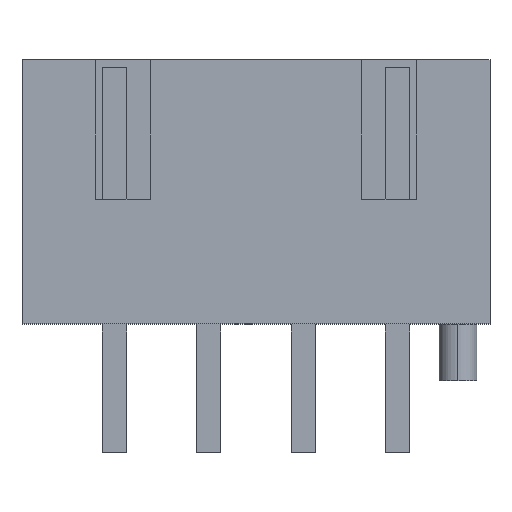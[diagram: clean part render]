
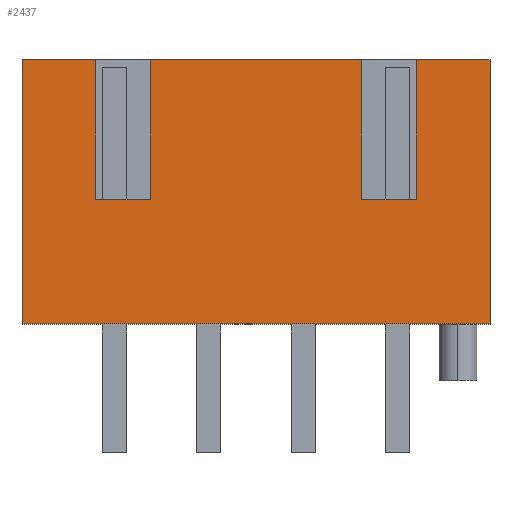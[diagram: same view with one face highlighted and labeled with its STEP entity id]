
A CAD part, top view. The second image highlights one B-rep face of the part: STEP entity #2437.
In plain terms, the highlighted planar face has unit normal (0, 0, 1).
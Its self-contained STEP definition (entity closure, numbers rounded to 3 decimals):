
#2 = CARTESIAN_POINT ( 'NONE',  ( -4.25, 3.3, 2.875 ) ) ;
#3 = DIRECTION ( 'NONE',  ( 1., 0., 0. ) ) ;
#4 = VECTOR ( 'NONE', #3, 1000. ) ;
#5 = CARTESIAN_POINT ( 'NONE',  ( -4.25, 3.3, 2.875 ) ) ;
#6 = LINE ( 'NONE', #5, #4 ) ;
#7 = CARTESIAN_POINT ( 'NONE',  ( -2.8, 3.3, 2.875 ) ) ;
#8 = DIRECTION ( 'NONE',  ( 0., 1., 0. ) ) ;
#9 = VECTOR ( 'NONE', #8, 1000. ) ;
#10 = CARTESIAN_POINT ( 'NONE',  ( -2.8, 7., 2.875 ) ) ;
#11 = LINE ( 'NONE', #10, #9 ) ;
#12 = CARTESIAN_POINT ( 'NONE',  ( -2.8, 7., 2.875 ) ) ;
#13 = DIRECTION ( 'NONE',  ( -1., 0., 0. ) ) ;
#14 = VECTOR ( 'NONE', #13, 1000. ) ;
#15 = CARTESIAN_POINT ( 'NONE',  ( 6.2, 7., 2.875 ) ) ;
#16 = LINE ( 'NONE', #15, #14 ) ;
#17 = CARTESIAN_POINT ( 'NONE',  ( 2.8, 7., 2.875 ) ) ;
#18 = DIRECTION ( 'NONE',  ( 0., -1., 0. ) ) ;
#19 = VECTOR ( 'NONE', #18, 1000. ) ;
#20 = CARTESIAN_POINT ( 'NONE',  ( 2.8, 7., 2.875 ) ) ;
#21 = LINE ( 'NONE', #20, #19 ) ;
#32 = DIRECTION ( 'NONE',  ( 0., -1., 0. ) ) ;
#33 = VECTOR ( 'NONE', #32, 1000. ) ;
#34 = CARTESIAN_POINT ( 'NONE',  ( 6.2, 0., 2.875 ) ) ;
#35 = LINE ( 'NONE', #34, #33 ) ;
#36 = DIRECTION ( 'NONE',  ( 0., -1., 0. ) ) ;
#37 = VECTOR ( 'NONE', #36, 1000. ) ;
#38 = CARTESIAN_POINT ( 'NONE',  ( -6.2, 0., 2.875 ) ) ;
#39 = LINE ( 'NONE', #38, #37 ) ;
#40 = DIRECTION ( 'NONE',  ( 0., -1., 0. ) ) ;
#41 = VECTOR ( 'NONE', #40, 1000. ) ;
#42 = CARTESIAN_POINT ( 'NONE',  ( -4.25, 7., 2.875 ) ) ;
#43 = LINE ( 'NONE', #42, #41 ) ;
#50 = DIRECTION ( 'NONE',  ( 1., 0., 0. ) ) ;
#51 = VECTOR ( 'NONE', #50, 1000. ) ;
#52 = CARTESIAN_POINT ( 'NONE',  ( 4.25, 3.3, 2.875 ) ) ;
#53 = LINE ( 'NONE', #52, #51 ) ;
#98 = CARTESIAN_POINT ( 'NONE',  ( 6.2, 7., 2.875 ) ) ;
#99 = DIRECTION ( 'NONE',  ( -1., 0., 0. ) ) ;
#100 = VECTOR ( 'NONE', #99, 1000. ) ;
#101 = CARTESIAN_POINT ( 'NONE',  ( 6.2, 7., 2.875 ) ) ;
#102 = LINE ( 'NONE', #101, #100 ) ;
#103 = CARTESIAN_POINT ( 'NONE',  ( 4.25, 7., 2.875 ) ) ;
#148 = DIRECTION ( 'NONE',  ( -1., 0., 0. ) ) ;
#149 = VECTOR ( 'NONE', #148, 1000. ) ;
#150 = CARTESIAN_POINT ( 'NONE',  ( 6.2, 7., 2.875 ) ) ;
#151 = LINE ( 'NONE', #150, #149 ) ;
#234 = CARTESIAN_POINT ( 'NONE',  ( -6.2, 7., 2.875 ) ) ;
#235 = CARTESIAN_POINT ( 'NONE',  ( -4.25, 7., 2.875 ) ) ;
#274 = CARTESIAN_POINT ( 'NONE',  ( 2.8, 3.3, 2.875 ) ) ;
#285 = CARTESIAN_POINT ( 'NONE',  ( -6.2, 0., 2.875 ) ) ;
#1476 = CARTESIAN_POINT ( 'NONE',  ( 4.25, 3.3, 2.875 ) ) ;
#1477 = DIRECTION ( 'NONE',  ( 0., 1., 0. ) ) ;
#1478 = VECTOR ( 'NONE', #1477, 1000. ) ;
#1479 = CARTESIAN_POINT ( 'NONE',  ( 4.25, 7., 2.875 ) ) ;
#1480 = LINE ( 'NONE', #1479, #1478 ) ;
#1481 = DIRECTION ( 'NONE',  ( -1., 0., 0. ) ) ;
#1482 = DIRECTION ( 'NONE',  ( 0., 0., -1. ) ) ;
#1483 = CARTESIAN_POINT ( 'NONE',  ( 6.2, 0., 2.875 ) ) ;
#1484 = AXIS2_PLACEMENT_3D ( 'NONE', #1483, #1482, #1481 ) ;
#1485 = PLANE ( 'NONE',  #1484 ) ;
#1486 = FACE_OUTER_BOUND ( 'NONE', #2438, .T. ) ;
#1732 = DIRECTION ( 'NONE',  ( -1., 0., 0. ) ) ;
#1733 = VECTOR ( 'NONE', #1732, 1000. ) ;
#1734 = CARTESIAN_POINT ( 'NONE',  ( 6.2, 0., 2.875 ) ) ;
#1735 = LINE ( 'NONE', #1734, #1733 ) ;
#1736 = CARTESIAN_POINT ( 'NONE',  ( 6.2, 0., 2.875 ) ) ;
#2184 = VERTEX_POINT ( 'NONE', #1736 ) ;
#2186 = EDGE_CURVE ( 'NONE', #2184, #2231, #1735, .T. ) ;
#2228 = VERTEX_POINT ( 'NONE', #274 ) ;
#2229 = ORIENTED_EDGE ( 'NONE', *, *, #2262, .F. ) ;
#2231 = VERTEX_POINT ( 'NONE', #285 ) ;
#2262 = EDGE_CURVE ( 'NONE', #2263, #2228, #21, .T. ) ;
#2263 = VERTEX_POINT ( 'NONE', #17 ) ;
#2264 = ORIENTED_EDGE ( 'NONE', *, *, #2265, .T. ) ;
#2265 = EDGE_CURVE ( 'NONE', #2263, #2266, #16, .T. ) ;
#2266 = VERTEX_POINT ( 'NONE', #12 ) ;
#2267 = ORIENTED_EDGE ( 'NONE', *, *, #2268, .F. ) ;
#2268 = EDGE_CURVE ( 'NONE', #2269, #2266, #11, .T. ) ;
#2269 = VERTEX_POINT ( 'NONE', #7 ) ;
#2270 = ORIENTED_EDGE ( 'NONE', *, *, #2271, .F. ) ;
#2271 = EDGE_CURVE ( 'NONE', #2272, #2269, #6, .T. ) ;
#2272 = VERTEX_POINT ( 'NONE', #2 ) ;
#2282 = ORIENTED_EDGE ( 'NONE', *, *, #2283, .F. ) ;
#2283 = EDGE_CURVE ( 'NONE', #2228, #2442, #53, .T. ) ;
#2286 = ORIENTED_EDGE ( 'NONE', *, *, #2287, .F. ) ;
#2287 = EDGE_CURVE ( 'NONE', #2402, #2272, #43, .T. ) ;
#2288 = ORIENTED_EDGE ( 'NONE', *, *, #2337, .T. ) ;
#2289 = ORIENTED_EDGE ( 'NONE', *, *, #2290, .T. ) ;
#2290 = EDGE_CURVE ( 'NONE', #2403, #2231, #39, .T. ) ;
#2291 = ORIENTED_EDGE ( 'NONE', *, *, #2186, .F. ) ;
#2292 = ORIENTED_EDGE ( 'NONE', *, *, #2293, .F. ) ;
#2293 = EDGE_CURVE ( 'NONE', #2331, #2184, #35, .T. ) ;
#2328 = VERTEX_POINT ( 'NONE', #103 ) ;
#2330 = EDGE_CURVE ( 'NONE', #2331, #2328, #102, .T. ) ;
#2331 = VERTEX_POINT ( 'NONE', #98 ) ;
#2337 = EDGE_CURVE ( 'NONE', #2402, #2403, #151, .T. ) ;
#2402 = VERTEX_POINT ( 'NONE', #235 ) ;
#2403 = VERTEX_POINT ( 'NONE', #234 ) ;
#2437 = ADVANCED_FACE ( 'NONE', ( #1486 ), #1485, .F. ) ;
#2438 = EDGE_LOOP ( 'NONE', ( #2439, #2440, #2282, #2229, #2264, #2267, #2270, #2286, #2288, #2289, #2291, #2292 ) ) ;
#2439 = ORIENTED_EDGE ( 'NONE', *, *, #2330, .T. ) ;
#2440 = ORIENTED_EDGE ( 'NONE', *, *, #2441, .F. ) ;
#2441 = EDGE_CURVE ( 'NONE', #2442, #2328, #1480, .T. ) ;
#2442 = VERTEX_POINT ( 'NONE', #1476 ) ;
